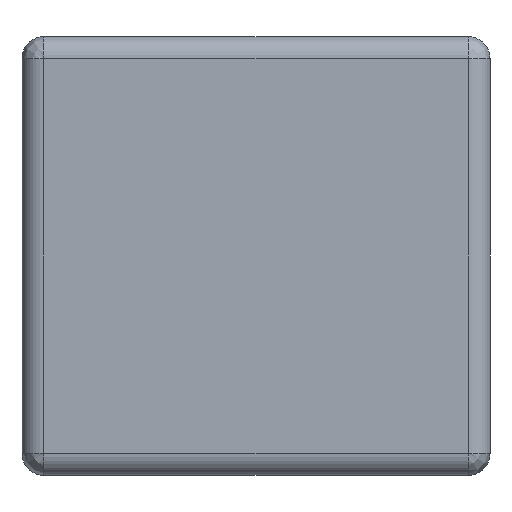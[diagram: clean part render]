
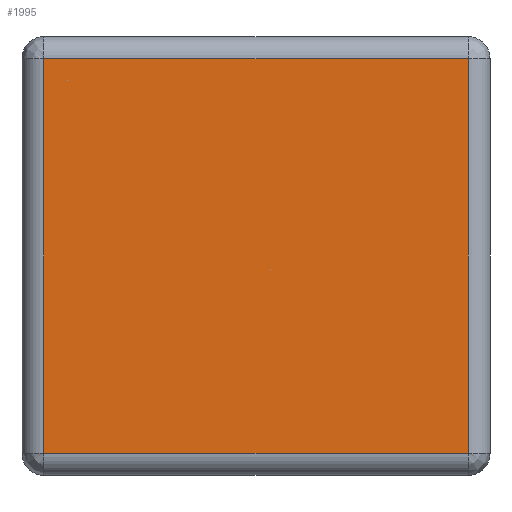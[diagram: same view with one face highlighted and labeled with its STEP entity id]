
A CAD part, left-side view. The second image highlights one B-rep face of the part: STEP entity #1995.
In plain terms, the highlighted planar face has unit normal (-1, 0, 0).
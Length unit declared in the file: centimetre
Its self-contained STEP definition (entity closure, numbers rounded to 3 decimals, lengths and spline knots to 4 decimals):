
#59 = CARTESIAN_POINT ( 'NONE',  ( -0.16, -0.0725, 0.1425 ) ) ;
#286 = PLANE ( 'NONE',  #351 ) ;
#342 = FACE_OUTER_BOUND ( 'NONE', #2240, .T. ) ;
#351 = AXIS2_PLACEMENT_3D ( 'NONE', #1399, #1181, #1627 ) ;
#469 = LINE ( 'NONE', #1421, #2634 ) ;
#498 = VECTOR ( 'NONE', #1885, 100. ) ;
#619 = ORIENTED_EDGE ( 'NONE', *, *, #1678, .F. ) ;
#704 = ORIENTED_EDGE ( 'NONE', *, *, #1119, .F. ) ;
#1102 = DIRECTION ( 'NONE',  ( 0., 0., -1. ) ) ;
#1119 = EDGE_CURVE ( 'NONE', #1417, #1189, #469, .T. ) ;
#1181 = DIRECTION ( 'NONE',  ( -1., 0., 0. ) ) ;
#1189 = VERTEX_POINT ( 'NONE', #1927 ) ;
#1240 = ORIENTED_EDGE ( 'NONE', *, *, #1674, .F. ) ;
#1399 = CARTESIAN_POINT ( 'NONE',  ( -0.16, -0.08, 0.075 ) ) ;
#1417 = VERTEX_POINT ( 'NONE', #2420 ) ;
#1421 = CARTESIAN_POINT ( 'NONE',  ( -0.16, 0.0725, 0.075 ) ) ;
#1439 = CARTESIAN_POINT ( 'NONE',  ( -0.16, -0.08, 0.0075 ) ) ;
#1627 = DIRECTION ( 'NONE',  ( 0., 0., 1. ) ) ;
#1674 = EDGE_CURVE ( 'NONE', #1823, #1417, #1895, .T. ) ;
#1678 = EDGE_CURVE ( 'NONE', #1189, #1899, #1853, .T. ) ;
#1762 = DIRECTION ( 'NONE',  ( 0., 0., 1. ) ) ;
#1823 = VERTEX_POINT ( 'NONE', #2800 ) ;
#1853 = LINE ( 'NONE', #2119, #498 ) ;
#1885 = DIRECTION ( 'NONE',  ( 0., -1., 0. ) ) ;
#1895 = LINE ( 'NONE', #1439, #2807 ) ;
#1899 = VERTEX_POINT ( 'NONE', #59 ) ;
#1927 = CARTESIAN_POINT ( 'NONE',  ( -0.16, 0.0725, 0.1425 ) ) ;
#1972 = CARTESIAN_POINT ( 'NONE',  ( -0.16, -0.0725, 0.075 ) ) ;
#1995 = ADVANCED_FACE ( 'NONE', ( #342 ), #286, .T. ) ;
#2119 = CARTESIAN_POINT ( 'NONE',  ( -0.16, -0.08, 0.1425 ) ) ;
#2200 = ORIENTED_EDGE ( 'NONE', *, *, #2754, .F. ) ;
#2240 = EDGE_LOOP ( 'NONE', ( #1240, #2200, #619, #704 ) ) ;
#2354 = DIRECTION ( 'NONE',  ( 0., 1., 0. ) ) ;
#2397 = LINE ( 'NONE', #1972, #2792 ) ;
#2420 = CARTESIAN_POINT ( 'NONE',  ( -0.16, 0.0725, 0.0075 ) ) ;
#2634 = VECTOR ( 'NONE', #1762, 100. ) ;
#2754 = EDGE_CURVE ( 'NONE', #1899, #1823, #2397, .T. ) ;
#2792 = VECTOR ( 'NONE', #1102, 100. ) ;
#2800 = CARTESIAN_POINT ( 'NONE',  ( -0.16, -0.0725, 0.0075 ) ) ;
#2807 = VECTOR ( 'NONE', #2354, 100. ) ;
